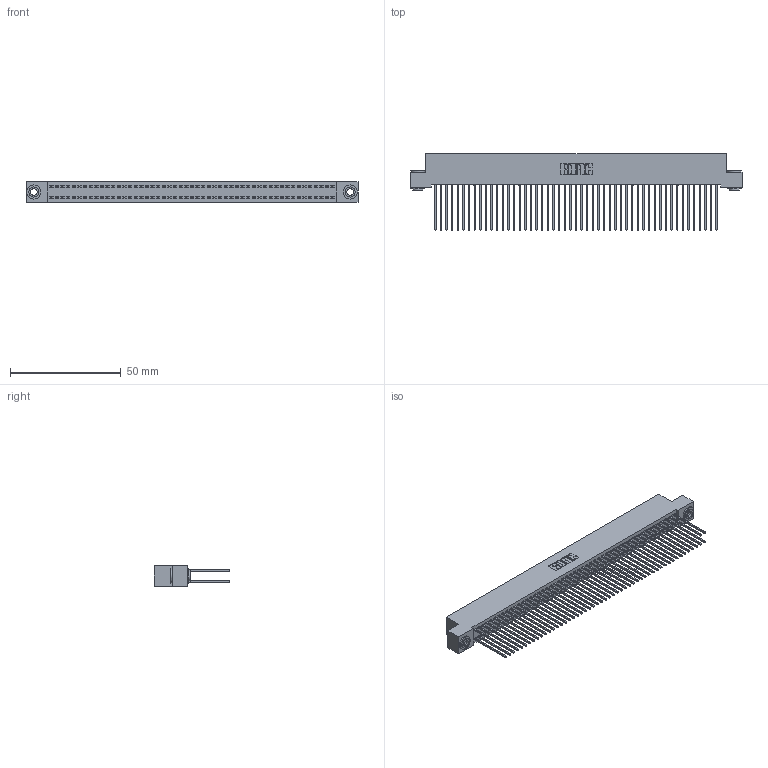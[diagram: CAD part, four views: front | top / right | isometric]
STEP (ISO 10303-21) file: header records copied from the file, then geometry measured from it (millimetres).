
FILE_DESCRIPTION (( 'STEP AP203' ), '1' );
FILE_NAME ('392-102-541-203.STEP', '2019-10-09T21:25:43', ( '' ), ( '' ), 'SwSTEP 2.0', 'SolidWorks 2016', '' );
FILE_SCHEMA (( 'CONFIG_CONTROL_DESIGN' ));
Length unit declared in the file: inch
Products named in the file (4): 342-250-002_345-250-002-102; 392-102-541-203; 342 Part_.156 TH; 345-292-001_345-293-141
Assembly tree (105 placements, depth 2):
  392-102-541-203
    342 Part_.156 TH
    345-292-001_345-293-141  x102
    342-250-002_345-250-002-102  x2
Bounding box: 149.86 x 34.3 x 9.4 mm (x, y, z)
Volume: 14115.5 mm3; surface area: 26058.6 mm2
Topology: 105 solids, 105 shells, 5452 faces, 16185 edges, 10650 vertices
Faces by surface type: plane 3748, cylinder 1696, cone 8
Entity records: 32182 total; most frequent: CARTESIAN_POINT 5297, ORIENTED_EDGE 5226, DIRECTION 4543, EDGE_CURVE 2613, LINE 2461, VECTOR 2461, VERTEX_POINT 1738, AXIS2_PLACEMENT_3D 1041
